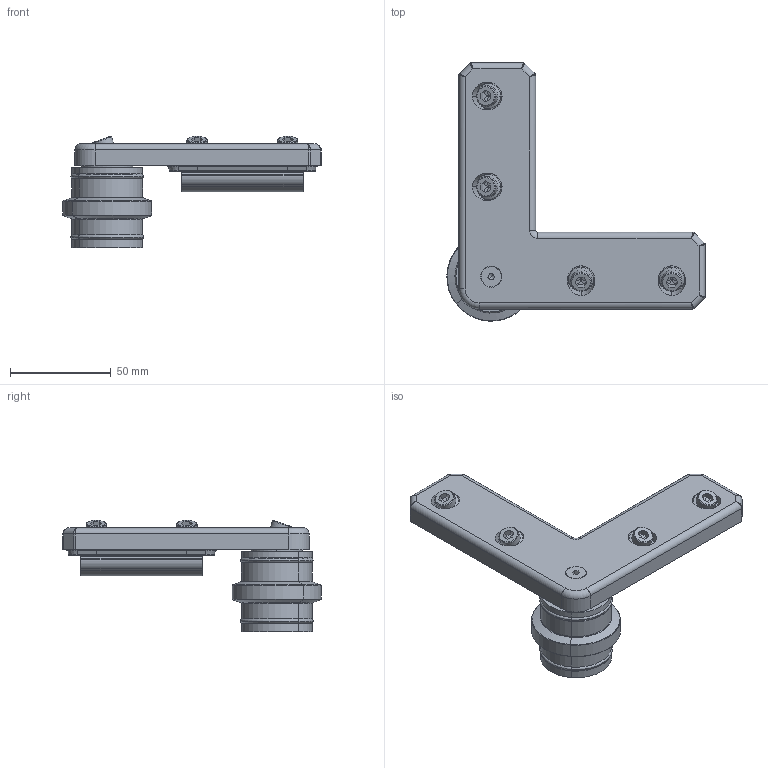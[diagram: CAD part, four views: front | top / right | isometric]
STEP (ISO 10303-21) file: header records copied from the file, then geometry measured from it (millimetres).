
FILE_DESCRIPTION (( 'STEP AP214' ), '1' );
FILE_NAME ('40mm Roller Bracket.STEP', '2024-04-01T21:36:14', ( '' ), ( '' ), 'SwSTEP 2.0', 'SolidWorks 2020', '' );
FILE_SCHEMA (( 'AUTOMOTIVE_DESIGN' ));
Length unit declared in the file: millimetre
Products named in the file (1): 40mm Roller Bracket
Bounding box: 127.98 x 127.98 x 55.23 mm (x, y, z)
Volume: 140363.4 mm3; surface area: 52878.4 mm2
Topology: 17 solids, 17 shells, 554 faces, 1213 edges, 710 vertices
Faces by surface type: cylinder 196, plane 145, cone 99, torus 82, bspline 32
Entity records: 21801 total; most frequent: CARTESIAN_POINT 3334, DIRECTION 2723, ORIENTED_EDGE 2394, EDGE_CURVE 1197, AXIS2_PLACEMENT_3D 1107, VERTEX_POINT 710, EDGE_LOOP 619, CIRCLE 584
